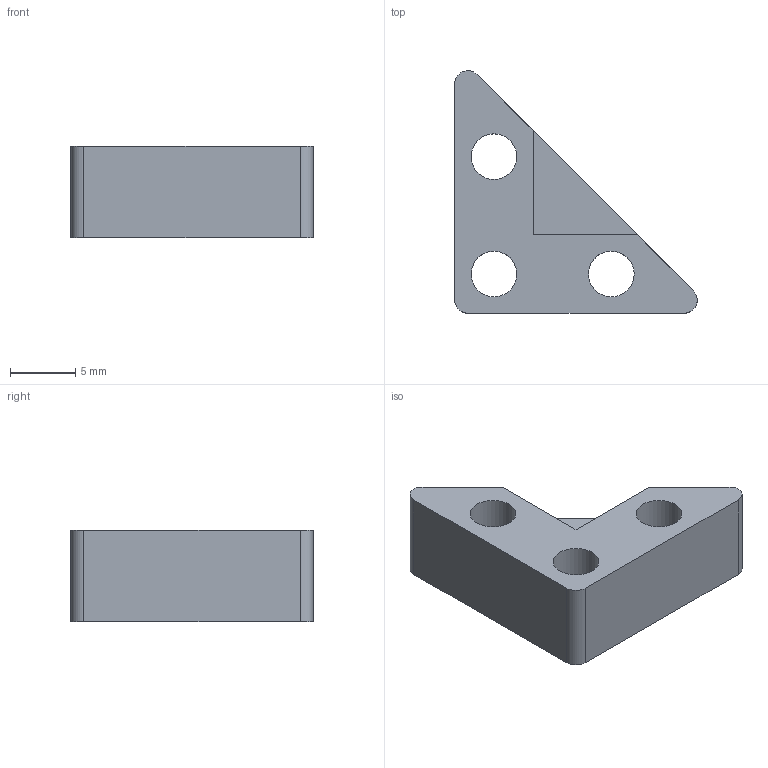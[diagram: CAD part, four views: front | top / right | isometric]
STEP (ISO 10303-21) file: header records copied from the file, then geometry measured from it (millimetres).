
FILE_DESCRIPTION(('FreeCAD Model'),'2;1');
FILE_NAME('Open CASCADE Shape Model','2022-03-14T06:35:43',('Author'),( ''),'Open CASCADE STEP processor 7.5','FreeCAD','Unknown');
FILE_SCHEMA(('AUTOMOTIVE_DESIGN { 1 0 10303 214 1 1 1 1 }'));
Length unit declared in the file: millimetre
Products named in the file (3): Unnamed; Body; Chamfer
Assembly tree (2 placements, depth 2):
  Unnamed
    Body
    Chamfer
Bounding box: 18.58 x 18.58 x 7 mm (x, y, z)
Volume: 2127 mm3; surface area: 2013.6 mm2
Topology: 2 solids, 2 shells, 34 faces, 84 edges, 54 vertices
Faces by surface type: plane 16, cylinder 12, cone 6
Full cylindrical faces by diameter (mm): 3.5 x6
Entity records: 2210 total; most frequent: CARTESIAN_POINT 397, DIRECTION 342, LINE 192, VECTOR 192, ORIENTED_EDGE 168, PCURVE 168, DEFINITIONAL_REPRESENTATION 168, EDGE_CURVE 84
